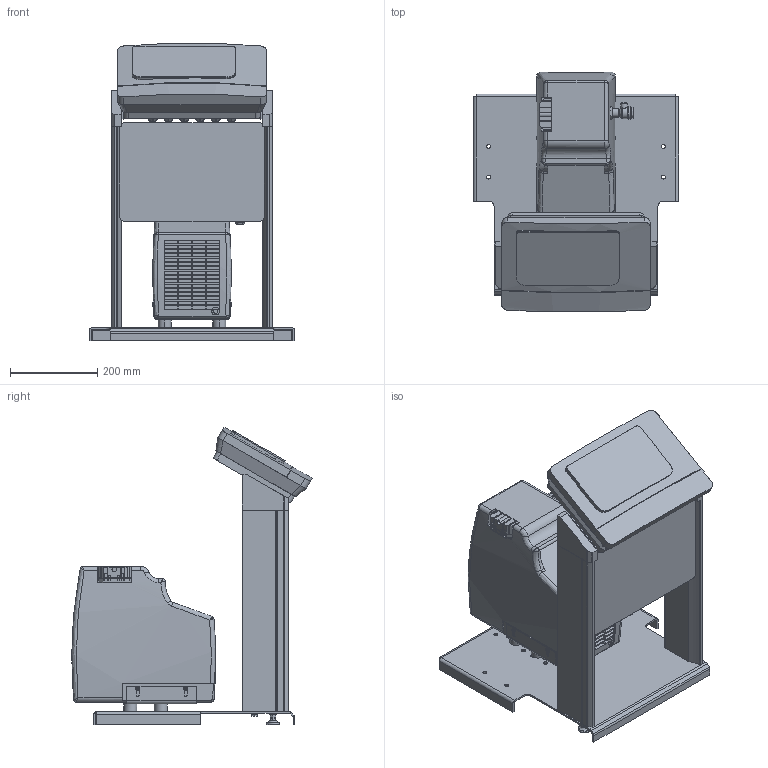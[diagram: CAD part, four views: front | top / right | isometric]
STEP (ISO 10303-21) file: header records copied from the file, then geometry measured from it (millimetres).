
FILE_DESCRIPTION((''),'2;1');
FILE_NAME('3d_ReflexomatRS90_1-8880111.stp','2014-02-28T07:22:37',(''),(''),'Mechanical Desktop 2011','Mechanical Desktop 2011',', , ');
FILE_SCHEMA(('CONFIG_CONTROL_DESIGN'));
Length unit declared in the file: millimetre
Products named in the file (1): Product
Bounding box: 470 x 549.6 x 680.62 mm (x, y, z)
Volume: 23407096.9 mm3; surface area: 1982571.3 mm2
Topology: 37 solids, 37 shells, 2133 faces, 5651 edges, 3713 vertices
Faces by surface type: plane 1430, cylinder 360, bspline 255, torus 56, cone 28, sphere 4
Entity records: 71093 total; most frequent: CARTESIAN_POINT 17928, ORIENTED_EDGE 11286, DIRECTION 10429, EDGE_CURVE 5643, VECTOR 4383, LINE 4383, VERTEX_POINT 3713, AXIS2_PLACEMENT_3D 3023
